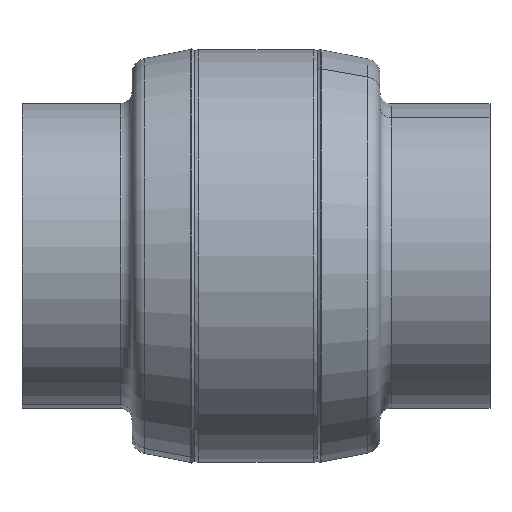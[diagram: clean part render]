
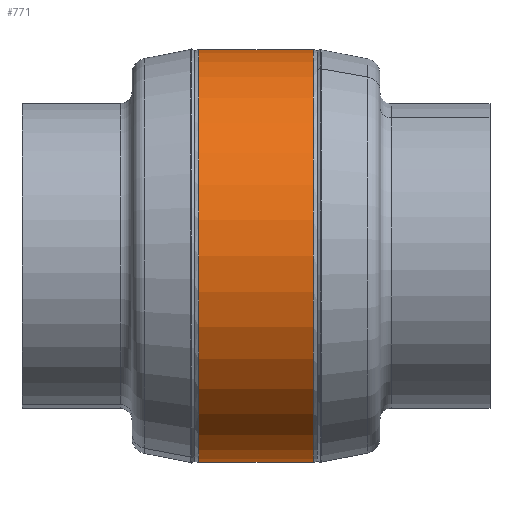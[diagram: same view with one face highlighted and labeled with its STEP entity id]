
A CAD part, left-side view. The second image highlights one B-rep face of the part: STEP entity #771.
In plain terms, the highlighted cylindrical face has radius 40.64 mm (diameter 81.28 mm), a partial arc.
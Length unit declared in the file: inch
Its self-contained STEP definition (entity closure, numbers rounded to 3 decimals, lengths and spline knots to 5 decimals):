
#275 = VERTEX_POINT ( 'NONE', #1457 ) ;
#505 = VECTOR ( 'NONE', #1484, 39.37008 ) ;
#587 = CARTESIAN_POINT ( 'NONE',  ( -0.00409, 1.11576, 0. ) ) ;
#588 = DIRECTION ( 'NONE',  ( 0., 1., 0. ) ) ;
#589 = DIRECTION ( 'NONE',  ( 0., 0., 1. ) ) ;
#590 = CARTESIAN_POINT ( 'NONE',  ( -0.00409, 0.22796, 0. ) ) ;
#591 = DIRECTION ( 'NONE',  ( 0., 1., 0. ) ) ;
#592 = DIRECTION ( 'NONE',  ( 0., 0., 1. ) ) ;
#628 = LINE ( 'NONE', #634, #1140 ) ;
#634 = CARTESIAN_POINT ( 'NONE',  ( -0.00409, 1.97283, 1.6 ) ) ;
#635 = DIRECTION ( 'NONE',  ( 0., 1., 0. ) ) ;
#704 = EDGE_CURVE ( 'NONE', #1258, #1257, #1482, .T. ) ;
#771 = ADVANCED_FACE ( 'NONE', ( #1512 ), #1515, .T. ) ;
#1052 = CARTESIAN_POINT ( 'NONE',  ( -0.00409, 1.11576, 1.6 ) ) ;
#1053 = CARTESIAN_POINT ( 'NONE',  ( -0.00409, 1.11576, -1.6 ) ) ;
#1054 = CARTESIAN_POINT ( 'NONE',  ( -0.00409, 0.22796, -1.6 ) ) ;
#1086 = AXIS2_PLACEMENT_3D ( 'NONE', #1513, #1510, #1516 ) ;
#1140 = VECTOR ( 'NONE', #635, 39.37008 ) ;
#1256 = VERTEX_POINT ( 'NONE', #1052 ) ;
#1257 = VERTEX_POINT ( 'NONE', #1053 ) ;
#1258 = VERTEX_POINT ( 'NONE', #1054 ) ;
#1339 = ORIENTED_EDGE ( 'NONE', *, *, #1684, .T. ) ;
#1341 = ORIENTED_EDGE ( 'NONE', *, *, #704, .F. ) ;
#1342 = ORIENTED_EDGE ( 'NONE', *, *, #1370, .T. ) ;
#1345 = ORIENTED_EDGE ( 'NONE', *, *, #1369, .F. ) ;
#1348 = EDGE_LOOP ( 'NONE', ( #1341, #1342, #1339, #1345 ) ) ;
#1369 = EDGE_CURVE ( 'NONE', #1257, #1256, #1651, .T. ) ;
#1370 = EDGE_CURVE ( 'NONE', #1258, #275, #1663, .T. ) ;
#1457 = CARTESIAN_POINT ( 'NONE',  ( -0.00409, 0.22796, 1.6 ) ) ;
#1482 = LINE ( 'NONE', #1483, #505 ) ;
#1483 = CARTESIAN_POINT ( 'NONE',  ( -0.00409, 1.97283, -1.6 ) ) ;
#1484 = DIRECTION ( 'NONE',  ( 0., 1., 0. ) ) ;
#1510 = DIRECTION ( 'NONE',  ( 0., 1., 0. ) ) ;
#1512 = FACE_OUTER_BOUND ( 'NONE', #1348, .T. ) ;
#1513 = CARTESIAN_POINT ( 'NONE',  ( -0.00409, 1.97283, 0. ) ) ;
#1515 = CYLINDRICAL_SURFACE ( 'NONE', #1086, 1.6 ) ;
#1516 = DIRECTION ( 'NONE',  ( 0., 0., 1. ) ) ;
#1651 = CIRCLE ( 'NONE', #1664, 1.6 ) ;
#1663 = CIRCLE ( 'NONE', #1666, 1.6 ) ;
#1664 = AXIS2_PLACEMENT_3D ( 'NONE', #587, #588, #589 ) ;
#1666 = AXIS2_PLACEMENT_3D ( 'NONE', #590, #591, #592 ) ;
#1684 = EDGE_CURVE ( 'NONE', #275, #1256, #628, .T. ) ;
